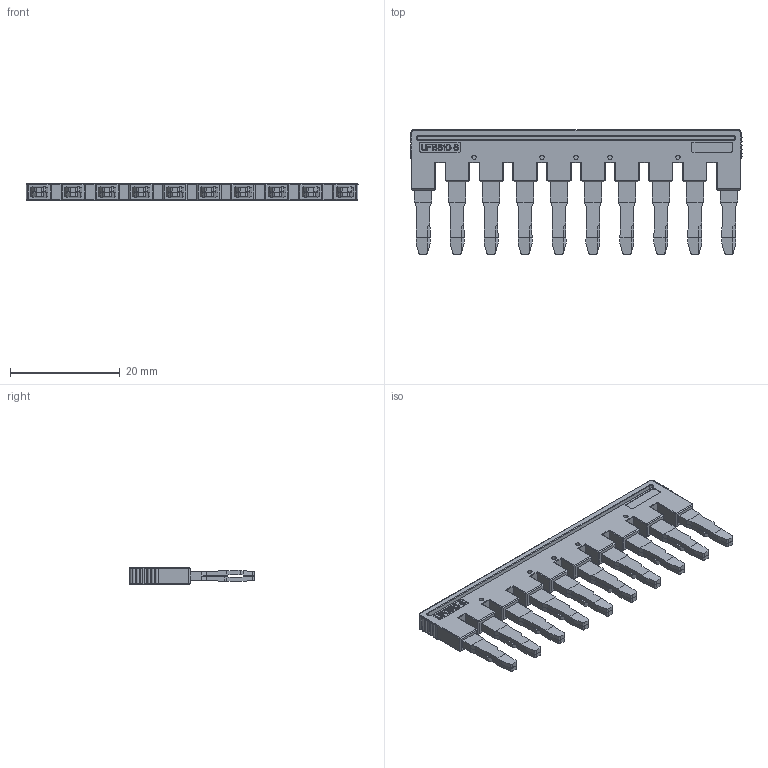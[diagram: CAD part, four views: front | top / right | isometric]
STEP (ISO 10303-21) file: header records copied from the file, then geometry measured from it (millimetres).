
FILE_DESCRIPTION((''),'2;1');
FILE_NAME('10-6_2','2023-03-28T',('ASUS'),(''),'PRO/ENGINEER BY PARAMETRIC TECHNOLOGY CORPORATION, 2013230','PRO/ENGINEER BY PARAMETRIC TECHNOLOGY CORPORATION, 2013230','');
FILE_SCHEMA(('CONFIG_CONTROL_DESIGN'));
Length unit declared in the file: millimetre
Products named in the file (1): 10-6_2
Bounding box: 60.6 x 22.7 x 3 mm (x, y, z)
Volume: 1994.3 mm3; surface area: 3409.7 mm2
Topology: 1 solids, 21 shells, 1242 faces, 3417 edges, 2267 vertices
Faces by surface type: plane 982, cylinder 220, torus 36, cone 4
Entity records: 39322 total; most frequent: CARTESIAN_POINT 7853, ORIENTED_EDGE 6834, DIRECTION 5960, EDGE_CURVE 3417, VECTOR 2854, LINE 2854, VERTEX_POINT 2267, AXIS2_PLACEMENT_3D 1553
